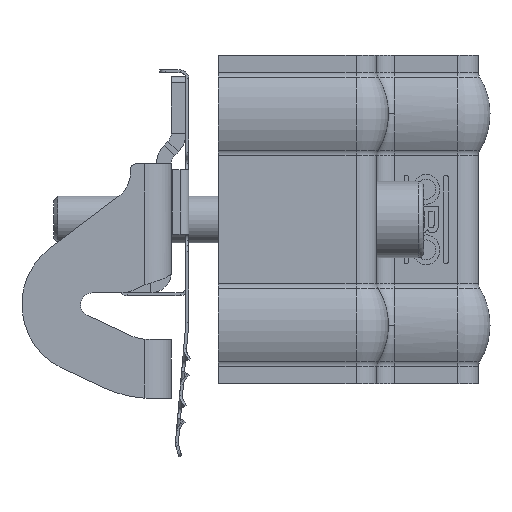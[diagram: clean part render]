
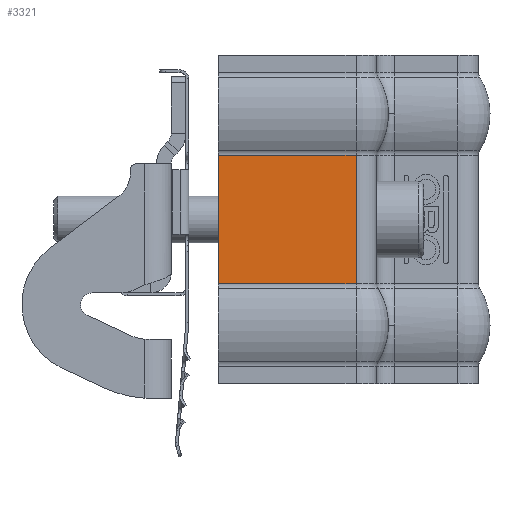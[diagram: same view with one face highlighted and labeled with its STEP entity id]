
A CAD part, left-side view. The second image highlights one B-rep face of the part: STEP entity #3321.
In plain terms, the highlighted face is planar.
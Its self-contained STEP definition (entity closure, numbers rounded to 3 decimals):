
#228 = CARTESIAN_POINT ( 'NONE',  ( -12., 0., -2. ) ) ;
#315 = VECTOR ( 'NONE', #8054, 1000. ) ;
#1542 = EDGE_CURVE ( 'NONE', #2888, #14266, #2250, .T. ) ;
#2250 = LINE ( 'NONE', #6735, #315 ) ;
#2647 = DIRECTION ( 'NONE',  ( -1., 0., 0. ) ) ;
#2888 = VERTEX_POINT ( 'NONE', #7681 ) ;
#3217 = ORIENTED_EDGE ( 'NONE', *, *, #1542, .F. ) ;
#3321 = ADVANCED_FACE ( 'NONE', ( #12108 ), #10800, .T. ) ;
#3507 = VECTOR ( 'NONE', #2647, 1000. ) ;
#4846 = DIRECTION ( 'NONE',  ( 0., 0., -1. ) ) ;
#4928 = CARTESIAN_POINT ( 'NONE',  ( 0., 23.5, -2. ) ) ;
#5038 = ORIENTED_EDGE ( 'NONE', *, *, #14789, .F. ) ;
#5336 = CARTESIAN_POINT ( 'NONE',  ( 10.929, 23.5, -2. ) ) ;
#5587 = ORIENTED_EDGE ( 'NONE', *, *, #6599, .T. ) ;
#5648 = CARTESIAN_POINT ( 'NONE',  ( -10.929, 0., -2. ) ) ;
#6329 = EDGE_CURVE ( 'NONE', #11638, #14435, #15270, .T. ) ;
#6599 = EDGE_CURVE ( 'NONE', #2888, #11638, #9016, .T. ) ;
#6735 = CARTESIAN_POINT ( 'NONE',  ( 10.929, 0., -2. ) ) ;
#7007 = VECTOR ( 'NONE', #14864, 1000. ) ;
#7358 = LINE ( 'NONE', #4928, #3507 ) ;
#7539 = CARTESIAN_POINT ( 'NONE',  ( -10.929, 23.5, -2. ) ) ;
#7571 = AXIS2_PLACEMENT_3D ( 'NONE', #228, #4846, #13526 ) ;
#7681 = CARTESIAN_POINT ( 'NONE',  ( 10.929, 0., -2. ) ) ;
#8054 = DIRECTION ( 'NONE',  ( 0., 1., 0. ) ) ;
#9016 = LINE ( 'NONE', #9091, #7007 ) ;
#9091 = CARTESIAN_POINT ( 'NONE',  ( -12., 0., -2. ) ) ;
#10144 = EDGE_LOOP ( 'NONE', ( #11966, #5038, #3217, #5587 ) ) ;
#10800 = PLANE ( 'NONE',  #7571 ) ;
#11521 = CARTESIAN_POINT ( 'NONE',  ( -10.929, 0., -2. ) ) ;
#11638 = VERTEX_POINT ( 'NONE', #11521 ) ;
#11730 = VECTOR ( 'NONE', #13955, 1000. ) ;
#11966 = ORIENTED_EDGE ( 'NONE', *, *, #6329, .T. ) ;
#12108 = FACE_OUTER_BOUND ( 'NONE', #10144, .T. ) ;
#13526 = DIRECTION ( 'NONE',  ( -1., 0., 0. ) ) ;
#13955 = DIRECTION ( 'NONE',  ( 0., 1., 0. ) ) ;
#14266 = VERTEX_POINT ( 'NONE', #5336 ) ;
#14435 = VERTEX_POINT ( 'NONE', #7539 ) ;
#14789 = EDGE_CURVE ( 'NONE', #14266, #14435, #7358, .T. ) ;
#14864 = DIRECTION ( 'NONE',  ( -1., 0., 0. ) ) ;
#15270 = LINE ( 'NONE', #5648, #11730 ) ;
